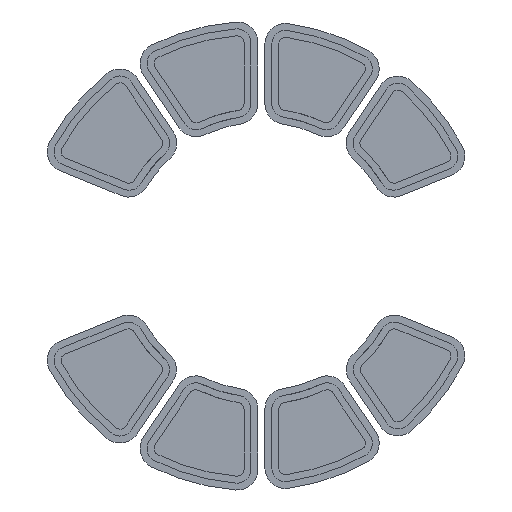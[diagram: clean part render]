
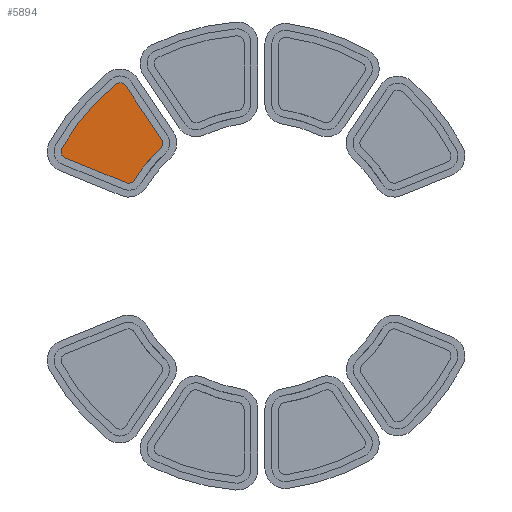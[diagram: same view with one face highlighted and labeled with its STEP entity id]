
A CAD part, front view. The second image highlights one B-rep face of the part: STEP entity #5894.
In plain terms, the highlighted planar face has unit normal (0, -1, 0).
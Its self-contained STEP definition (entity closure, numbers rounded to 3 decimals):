
#110=PLANE('',#6379);
#265=B_SPLINE_CURVE_WITH_KNOTS('',3,(#9849,#9850,#9851,#9852),
 .UNSPECIFIED.,.F.,.F.,(4,4),(0.129,0.867),
 .UNSPECIFIED.);
#267=B_SPLINE_CURVE_WITH_KNOTS('',3,(#9888,#9889,#9890,#9891),
 .UNSPECIFIED.,.F.,.F.,(4,4),(0.186,0.811),
 .UNSPECIFIED.);
#590=FACE_OUTER_BOUND('',#956,.T.);
#956=EDGE_LOOP('',(#4557,#4558,#4559,#4560,#4561,#4562,#4563,#4564));
#1316=LINE('',#9869,#1716);
#1322=LINE('',#9906,#1722);
#1716=VECTOR('',#7361,10.);
#1722=VECTOR('',#7381,10.);
#2131=CIRCLE('',#6360,1.);
#2133=CIRCLE('',#6364,1.);
#2135=CIRCLE('',#6367,1.);
#2137=CIRCLE('',#6371,1.);
#2546=VERTEX_POINT('',#9847);
#2547=VERTEX_POINT('',#9848);
#2550=VERTEX_POINT('',#9862);
#2552=VERTEX_POINT('',#9868);
#2554=VERTEX_POINT('',#9874);
#2556=VERTEX_POINT('',#9887);
#2558=VERTEX_POINT('',#9899);
#2560=VERTEX_POINT('',#9905);
#3254=EDGE_CURVE('',#2546,#2547,#265,.T.);
#3258=EDGE_CURVE('',#2547,#2550,#2131,.T.);
#3261=EDGE_CURVE('',#2550,#2552,#1316,.T.);
#3264=EDGE_CURVE('',#2552,#2554,#2133,.T.);
#3267=EDGE_CURVE('',#2554,#2556,#267,.T.);
#3270=EDGE_CURVE('',#2556,#2558,#2135,.T.);
#3273=EDGE_CURVE('',#2558,#2560,#1322,.T.);
#3276=EDGE_CURVE('',#2560,#2546,#2137,.T.);
#4557=ORIENTED_EDGE('',*,*,#3254,.T.);
#4558=ORIENTED_EDGE('',*,*,#3258,.T.);
#4559=ORIENTED_EDGE('',*,*,#3261,.T.);
#4560=ORIENTED_EDGE('',*,*,#3264,.T.);
#4561=ORIENTED_EDGE('',*,*,#3267,.T.);
#4562=ORIENTED_EDGE('',*,*,#3270,.T.);
#4563=ORIENTED_EDGE('',*,*,#3273,.T.);
#4564=ORIENTED_EDGE('',*,*,#3276,.T.);
#5894=ADVANCED_FACE('',(#590),#110,.F.);
#6360=AXIS2_PLACEMENT_3D('',#9863,#7354,#7355);
#6364=AXIS2_PLACEMENT_3D('',#9875,#7366,#7367);
#6367=AXIS2_PLACEMENT_3D('',#9900,#7374,#7375);
#6371=AXIS2_PLACEMENT_3D('',#9911,#7386,#7387);
#6379=AXIS2_PLACEMENT_3D('',#9938,#7406,#7407);
#7354=DIRECTION('center_axis',(0.,-1.,0.));
#7355=DIRECTION('ref_axis',(-0.375,0.,-0.927));
#7361=DIRECTION('',(0.927,0.,-0.375));
#7366=DIRECTION('center_axis',(0.,-1.,0.));
#7367=DIRECTION('ref_axis',(0.855,0.,-0.518));
#7374=DIRECTION('center_axis',(0.,-1.,0.));
#7375=DIRECTION('ref_axis',(0.829,0.,0.559));
#7381=DIRECTION('',(-0.559,0.,0.829));
#7386=DIRECTION('center_axis',(0.,-1.,0.));
#7387=DIRECTION('ref_axis',(-0.631,0.,0.776));
#7406=DIRECTION('center_axis',(0.,1.,0.));
#7407=DIRECTION('ref_axis',(-1.,0.,0.));
#9847=CARTESIAN_POINT('',(-26.143,10.213,22.741));
#9848=CARTESIAN_POINT('',(-33.887,10.213,13.54));
#9849=CARTESIAN_POINT('Ctrl Pts',(-26.143,10.213,22.741));
#9850=CARTESIAN_POINT('Ctrl Pts',(-29.27,10.213,20.2));
#9851=CARTESIAN_POINT('Ctrl Pts',(-31.907,10.213,17.078));
#9852=CARTESIAN_POINT('Ctrl Pts',(-33.887,10.213,13.54));
#9862=CARTESIAN_POINT('',(-33.389,10.213,12.124));
#9863=CARTESIAN_POINT('Origin',(-33.015,10.213,13.051));
#9868=CARTESIAN_POINT('',(-24.606,10.213,8.575));
#9869=CARTESIAN_POINT('',(-26.738,10.213,9.437));
#9874=CARTESIAN_POINT('',(-23.376,10.213,8.984));
#9875=CARTESIAN_POINT('Origin',(-24.231,10.213,9.502));
#9887=CARTESIAN_POINT('',(-19.654,10.213,13.558));
#9888=CARTESIAN_POINT('Ctrl Pts',(-23.376,10.213,8.984));
#9889=CARTESIAN_POINT('Ctrl Pts',(-22.35,10.213,10.678));
#9890=CARTESIAN_POINT('Ctrl Pts',(-21.095,10.213,12.217));
#9891=CARTESIAN_POINT('Ctrl Pts',(-19.654,10.213,13.558));
#9899=CARTESIAN_POINT('',(-19.506,10.213,14.849));
#9900=CARTESIAN_POINT('Origin',(-20.335,10.213,14.29));
#9905=CARTESIAN_POINT('',(-24.683,10.213,22.524));
#9906=CARTESIAN_POINT('',(-23.42,10.213,20.652));
#9911=CARTESIAN_POINT('Origin',(-25.512,10.213,21.965));
#9938=CARTESIAN_POINT('Origin',(-26.675,10.213,15.734));
